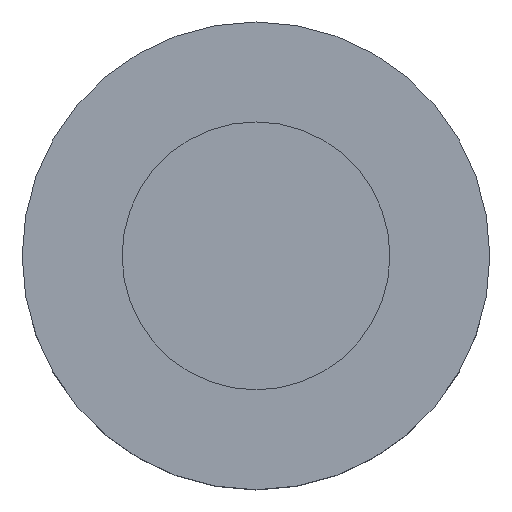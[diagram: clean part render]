
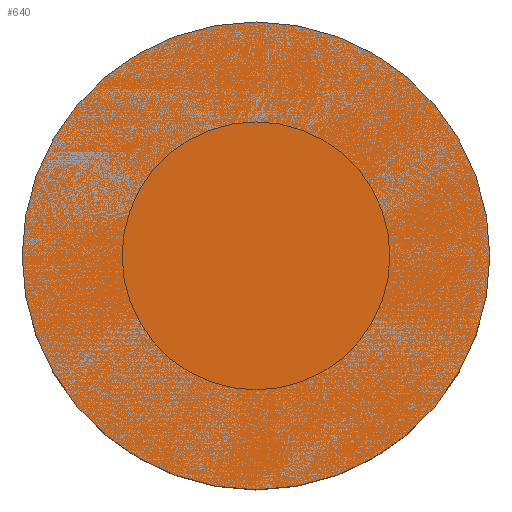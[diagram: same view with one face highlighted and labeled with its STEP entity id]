
A CAD part, top view. The second image highlights one B-rep face of the part: STEP entity #640.
In plain terms, the highlighted planar face has unit normal (0, 0, 1).
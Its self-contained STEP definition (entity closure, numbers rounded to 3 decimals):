
#571 = CYLINDRICAL_SURFACE('',#572,1.397);
#572 = AXIS2_PLACEMENT_3D('',#573,#574,#575);
#573 = CARTESIAN_POINT('',(0.,0.,5.41));
#574 = DIRECTION('',(-0.,-0.,-1.));
#575 = DIRECTION('',(1.,0.,0.));
#590 = VERTEX_POINT('',#591);
#591 = CARTESIAN_POINT('',(1.397,0.,6.35));
#612 = EDGE_CURVE('',#590,#590,#613,.T.);
#613 = SURFACE_CURVE('',#614,(#619,#626),.PCURVE_S1.);
#614 = CIRCLE('',#615,1.397);
#615 = AXIS2_PLACEMENT_3D('',#616,#617,#618);
#616 = CARTESIAN_POINT('',(0.,0.,6.35));
#617 = DIRECTION('',(0.,0.,1.));
#618 = DIRECTION('',(1.,0.,0.));
#619 = PCURVE('',#571,#620);
#620 = DEFINITIONAL_REPRESENTATION('',(#621),#625);
#621 = LINE('',#622,#623);
#622 = CARTESIAN_POINT('',(-0.,-0.94));
#623 = VECTOR('',#624,1.);
#624 = DIRECTION('',(-1.,0.));
#625 = ( GEOMETRIC_REPRESENTATION_CONTEXT(2) 
PARAMETRIC_REPRESENTATION_CONTEXT() REPRESENTATION_CONTEXT('2D SPACE',''
  ) );
#626 = PCURVE('',#627,#632);
#627 = PLANE('',#628);
#628 = AXIS2_PLACEMENT_3D('',#629,#630,#631);
#629 = CARTESIAN_POINT('',(0.,0.,6.35)
  );
#630 = DIRECTION('',(0.,0.,1.));
#631 = DIRECTION('',(1.,0.,0.));
#632 = DEFINITIONAL_REPRESENTATION('',(#633),#637);
#633 = CIRCLE('',#634,1.397);
#634 = AXIS2_PLACEMENT_2D('',#635,#636);
#635 = CARTESIAN_POINT('',(0.,0.));
#636 = DIRECTION('',(1.,0.));
#637 = ( GEOMETRIC_REPRESENTATION_CONTEXT(2) 
PARAMETRIC_REPRESENTATION_CONTEXT() REPRESENTATION_CONTEXT('2D SPACE',''
  ) );
#640 = ADVANCED_FACE('',(#641),#627,.T.);
#641 = FACE_BOUND('',#642,.T.);
#642 = EDGE_LOOP('',(#643));
#643 = ORIENTED_EDGE('',*,*,#612,.T.);
